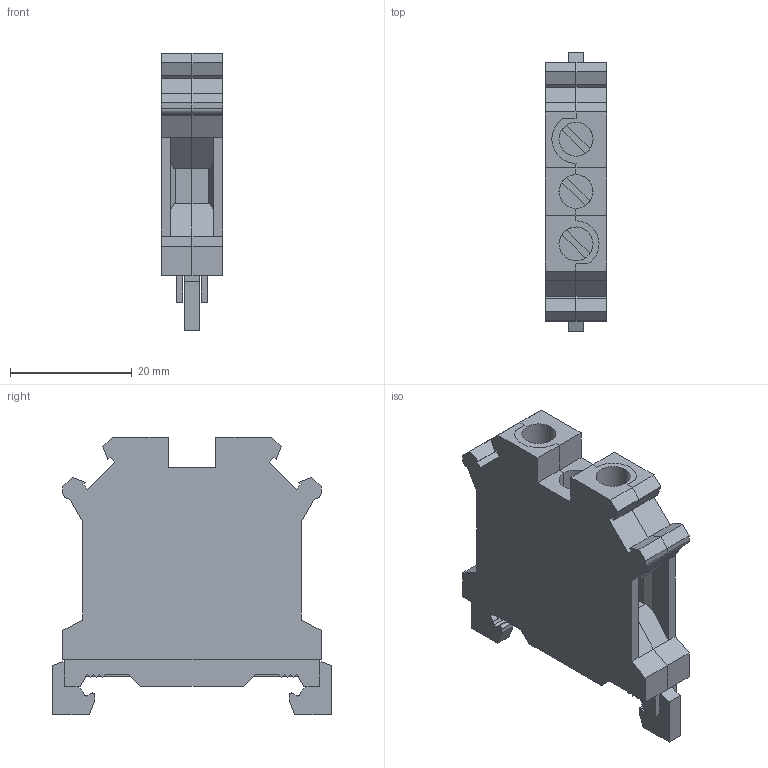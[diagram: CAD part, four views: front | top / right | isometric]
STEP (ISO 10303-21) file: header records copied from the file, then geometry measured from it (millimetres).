
FILE_DESCRIPTION(('Creo Elements/Direct Modeling STEP Export'),'2;1');
FILE_NAME('model.stp','2020-08-27T19:35:06',(''),(''),'Creo Elements/Direct Modeling STEP processor for AP214 (Solid Model)','Creo Elements/Direct Modeling 20.1A 29-Sep-2018 (C) Parametric Technology GmbH','');
FILE_SCHEMA(('AUTOMOTIVE_DESIGN { 1 0 10303 214 1 1 1 1 }'));
Length unit declared in the file: millimetre
Products named in the file (2): USLKG_10_N-1-select
Assembly tree (1 placements, depth 2):
  USLKG_10_N-1-select
    USLKG_10_N-1-select
Bounding box: 10.15 x 45.9 x 45.7 mm (x, y, z)
Volume: 11990 mm3; surface area: 6609.5 mm2
Topology: 1 solids, 1 shells, 202 faces, 548 edges, 352 vertices
Faces by surface type: plane 186, cylinder 16
Entity records: 7377 total; most frequent: ORIENTED_EDGE 1096, CARTESIAN_POINT 994, DIRECTION 830, EDGE_CURVE 548, VECTOR 454, LINE 454, VERTEX_POINT 352, EDGE_LOOP 206
